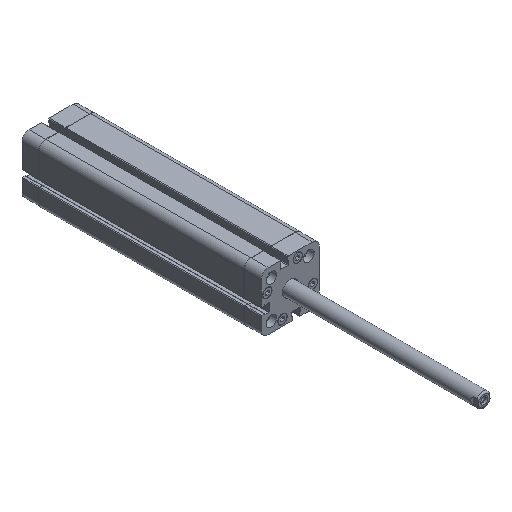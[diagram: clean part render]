
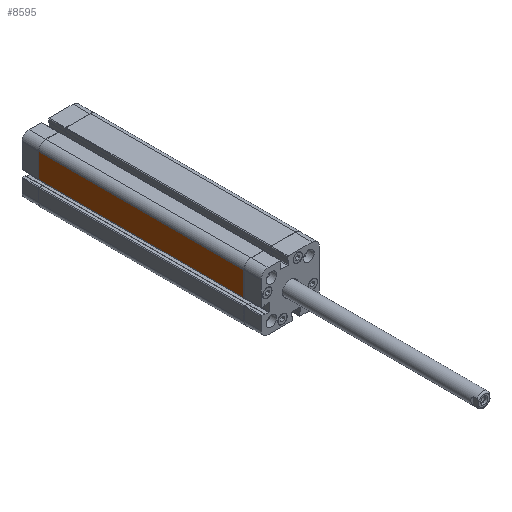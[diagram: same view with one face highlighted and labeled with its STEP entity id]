
A CAD part, isometric view. The second image highlights one B-rep face of the part: STEP entity #8595.
In plain terms, the highlighted planar face has unit normal (-1, 0, 0).
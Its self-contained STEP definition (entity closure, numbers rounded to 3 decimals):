
#6372=CARTESIAN_POINT('',(-25.05,-87.75,19.05));
#6373=VERTEX_POINT('',#6372);
#6381=CARTESIAN_POINT('',(-25.05,-87.75,-1.75));
#6382=VERTEX_POINT('',#6381);
#6383=CARTESIAN_POINT('',(-25.05,-87.75,-1.75));
#6384=DIRECTION('',(0.0,0.0,1.0));
#6385=VECTOR('',#6384,20.8);
#6386=LINE('',#6383,#6385);
#6387=EDGE_CURVE('',#6382,#6373,#6386,.T.);
#8158=CARTESIAN_POINT('',(-25.05,87.75,-1.75));
#8159=VERTEX_POINT('',#8158);
#8167=CARTESIAN_POINT('',(-25.05,87.75,19.05));
#8168=VERTEX_POINT('',#8167);
#8169=CARTESIAN_POINT('',(-25.05,87.75,19.05));
#8170=DIRECTION('',(0.0,0.0,-1.0));
#8171=VECTOR('',#8170,20.8);
#8172=LINE('',#8169,#8171);
#8173=EDGE_CURVE('',#8168,#8159,#8172,.T.);
#8568=CARTESIAN_POINT('',(-25.05,-87.75,19.05));
#8569=DIRECTION('',(0.0,1.0,0.0));
#8570=VECTOR('',#8569,175.5);
#8571=LINE('',#8568,#8570);
#8572=EDGE_CURVE('',#6373,#8168,#8571,.T.);
#8579=CARTESIAN_POINT('',(-25.05,0.0,19.05));
#8580=DIRECTION('',(-1.0,0.0,0.0));
#8581=DIRECTION('',(0.0,0.0,1.0));
#8582=AXIS2_PLACEMENT_3D('',#8579,#8580,#8581);
#8583=PLANE('',#8582);
#8584=ORIENTED_EDGE('',*,*,#8173,.T.);
#8585=CARTESIAN_POINT('',(-25.05,-87.75,-1.75));
#8586=DIRECTION('',(0.0,1.0,0.0));
#8587=VECTOR('',#8586,175.5);
#8588=LINE('',#8585,#8587);
#8589=EDGE_CURVE('',#6382,#8159,#8588,.T.);
#8590=ORIENTED_EDGE('',*,*,#8589,.F.);
#8591=ORIENTED_EDGE('',*,*,#6387,.T.);
#8592=ORIENTED_EDGE('',*,*,#8572,.T.);
#8593=EDGE_LOOP('',(#8584,#8590,#8591,#8592));
#8594=FACE_OUTER_BOUND('',#8593,.T.);
#8595=ADVANCED_FACE('',(#8594),#8583,.T.);
